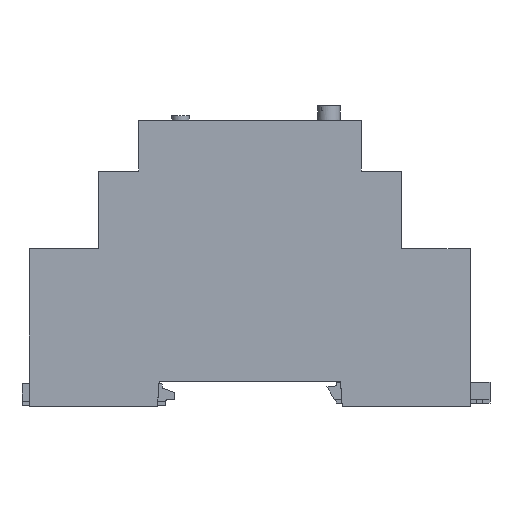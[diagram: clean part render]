
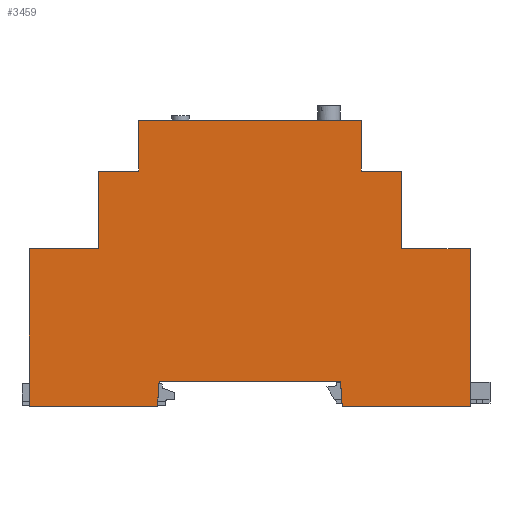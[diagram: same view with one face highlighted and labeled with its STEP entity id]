
A CAD part, left-side view. The second image highlights one B-rep face of the part: STEP entity #3459.
In plain terms, the highlighted planar face has unit normal (-1, 0, 0).
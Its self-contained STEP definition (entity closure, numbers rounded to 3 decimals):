
#3459=ADVANCED_FACE('',(#11147),#11149,.T.);
#11147=FACE_BOUND('',#11148,.T.);
#11148=EDGE_LOOP('',(#18184,#18185,#18186,#18187,#18188,#18189,#18190,#18191,#18192,
#18193,#18194,#18195,#18196,#18197,#18198,#18199));
#11149=PLANE('',#11150);
#11150=AXIS2_PLACEMENT_3D('',#11151,#11152,#11153);
#11151=CARTESIAN_POINT('',(-44.,0.,0.));
#11152=DIRECTION('',(-1.,0.,0.));
#11153=DIRECTION('',(0.,0.,-1.));
#18184=ORIENTED_EDGE('',*,*,#22893,.T.);
#18185=ORIENTED_EDGE('',*,*,#22894,.T.);
#18186=ORIENTED_EDGE('',*,*,#22895,.T.);
#18187=ORIENTED_EDGE('',*,*,#22896,.T.);
#18188=ORIENTED_EDGE('',*,*,#22897,.T.);
#18189=ORIENTED_EDGE('',*,*,#22898,.T.);
#18190=ORIENTED_EDGE('',*,*,#22899,.T.);
#18191=ORIENTED_EDGE('',*,*,#22900,.T.);
#18192=ORIENTED_EDGE('',*,*,#22901,.T.);
#18193=ORIENTED_EDGE('',*,*,#22902,.T.);
#18194=ORIENTED_EDGE('',*,*,#22903,.T.);
#18195=ORIENTED_EDGE('',*,*,#22731,.T.);
#18196=ORIENTED_EDGE('',*,*,#22892,.T.);
#18197=ORIENTED_EDGE('',*,*,#22904,.T.);
#18198=ORIENTED_EDGE('',*,*,#22905,.T.);
#18199=ORIENTED_EDGE('',*,*,#22906,.T.);
#22731=EDGE_CURVE('',#26456,#26454,#26457,.T.);
#22892=EDGE_CURVE('',#26454,#26765,#26767,.T.);
#22893=EDGE_CURVE('',#26768,#26769,#26770,.T.);
#22894=EDGE_CURVE('',#26769,#26771,#26772,.T.);
#22895=EDGE_CURVE('',#26771,#26773,#26774,.T.);
#22896=EDGE_CURVE('',#26773,#26775,#26776,.T.);
#22897=EDGE_CURVE('',#26775,#26777,#26778,.T.);
#22898=EDGE_CURVE('',#26777,#26779,#26780,.T.);
#22899=EDGE_CURVE('',#26779,#26781,#26782,.T.);
#22900=EDGE_CURVE('',#26781,#26783,#26784,.T.);
#22901=EDGE_CURVE('',#26783,#26785,#26786,.T.);
#22902=EDGE_CURVE('',#26785,#26787,#26788,.T.);
#22903=EDGE_CURVE('',#26787,#26456,#26789,.T.);
#22904=EDGE_CURVE('',#26765,#26790,#26791,.T.);
#22905=EDGE_CURVE('',#26790,#26792,#26793,.T.);
#22906=EDGE_CURVE('',#26792,#26768,#26794,.T.);
#26454=VERTEX_POINT('',#33678);
#26456=VERTEX_POINT('',#33682);
#26457=LINE('',#33683,#33684);
#26765=VERTEX_POINT('',#34420);
#26767=LINE('',#34424,#34425);
#26768=VERTEX_POINT('',#34427);
#26769=VERTEX_POINT('',#34428);
#26770=LINE('',#34429,#34430);
#26771=VERTEX_POINT('',#34432);
#26772=LINE('',#34433,#34434);
#26773=VERTEX_POINT('',#34436);
#26774=LINE('',#34437,#34438);
#26775=VERTEX_POINT('',#34440);
#26776=LINE('',#34441,#34442);
#26777=VERTEX_POINT('',#34444);
#26778=LINE('',#34445,#34446);
#26779=VERTEX_POINT('',#34448);
#26780=LINE('',#34449,#34450);
#26781=VERTEX_POINT('',#34452);
#26782=LINE('',#34453,#34454);
#26783=VERTEX_POINT('',#34456);
#26784=LINE('',#34457,#34458);
#26785=VERTEX_POINT('',#34460);
#26786=LINE('',#34461,#34462);
#26787=VERTEX_POINT('',#34464);
#26788=LINE('',#34465,#34466);
#26789=LINE('',#34468,#34469);
#26790=VERTEX_POINT('',#34471);
#26791=LINE('',#34472,#34473);
#26792=VERTEX_POINT('',#34475);
#26793=LINE('',#34476,#34477);
#26794=LINE('',#34479,#34480);
#33678=CARTESIAN_POINT('',(-44.,22.5,52.804));
#33682=CARTESIAN_POINT('',(-44.,-22.5,52.804));
#33683=CARTESIAN_POINT('',(-44.,-22.5,52.804));
#33684=VECTOR('',#33685,1.);
#33685=DIRECTION('',(0.,1.,0.));
#34420=CARTESIAN_POINT('',(-44.,22.5,42.606));
#34424=CARTESIAN_POINT('',(-44.,22.5,52.804));
#34425=VECTOR('',#34426,1.);
#34426=DIRECTION('',(0.,0.,-1.));
#34427=CARTESIAN_POINT('',(-44.,44.6,26.878));
#34428=CARTESIAN_POINT('',(-44.,44.6,-4.987));
#34429=CARTESIAN_POINT('',(-44.,44.6,26.878));
#34430=VECTOR('',#34431,1.);
#34431=DIRECTION('',(0.,0.,-1.));
#34432=CARTESIAN_POINT('',(-44.,18.7,-4.987));
#34433=CARTESIAN_POINT('',(-44.,44.6,-4.987));
#34434=VECTOR('',#34435,1.);
#34435=DIRECTION('',(0.,-1.,0.));
#34436=CARTESIAN_POINT('',(-44.,18.351,0.));
#34437=CARTESIAN_POINT('',(-44.,18.7,-4.987));
#34438=VECTOR('',#34439,1.);
#34439=DIRECTION('',(0.,-0.07,0.998));
#34440=CARTESIAN_POINT('',(-44.,-18.351,0.));
#34441=CARTESIAN_POINT('',(-44.,18.351,0.));
#34442=VECTOR('',#34443,1.);
#34443=DIRECTION('',(0.,-1.,0.));
#34444=CARTESIAN_POINT('',(-44.,-18.7,-4.987));
#34445=CARTESIAN_POINT('',(-44.,-18.351,0.));
#34446=VECTOR('',#34447,1.);
#34447=DIRECTION('',(0.,-0.07,-0.998));
#34448=CARTESIAN_POINT('',(-44.,-44.6,-4.987));
#34449=CARTESIAN_POINT('',(-44.,-18.7,-4.987));
#34450=VECTOR('',#34451,1.);
#34451=DIRECTION('',(0.,-1.,0.));
#34452=CARTESIAN_POINT('',(-44.,-44.6,26.878));
#34453=CARTESIAN_POINT('',(-44.,-44.6,-4.987));
#34454=VECTOR('',#34455,1.);
#34455=DIRECTION('',(0.,0.,1.));
#34456=CARTESIAN_POINT('',(-44.,-30.7,26.878));
#34457=CARTESIAN_POINT('',(-44.,-44.6,26.878));
#34458=VECTOR('',#34459,1.);
#34459=DIRECTION('',(0.,1.,0.));
#34460=CARTESIAN_POINT('',(-44.,-30.7,42.606));
#34461=CARTESIAN_POINT('',(-44.,-30.7,26.878));
#34462=VECTOR('',#34463,1.);
#34463=DIRECTION('',(0.,0.,1.));
#34464=CARTESIAN_POINT('',(-44.,-22.5,42.606));
#34465=CARTESIAN_POINT('',(-44.,-30.7,42.606));
#34466=VECTOR('',#34467,1.);
#34467=DIRECTION('',(0.,1.,0.));
#34468=CARTESIAN_POINT('',(-44.,-22.5,42.606));
#34469=VECTOR('',#34470,1.);
#34470=DIRECTION('',(0.,0.,1.));
#34471=CARTESIAN_POINT('',(-44.,30.7,42.606));
#34472=CARTESIAN_POINT('',(-44.,22.5,42.606));
#34473=VECTOR('',#34474,1.);
#34474=DIRECTION('',(0.,1.,0.));
#34475=CARTESIAN_POINT('',(-44.,30.7,26.878));
#34476=CARTESIAN_POINT('',(-44.,30.7,42.606));
#34477=VECTOR('',#34478,1.);
#34478=DIRECTION('',(0.,0.,-1.));
#34479=CARTESIAN_POINT('',(-44.,30.7,26.878));
#34480=VECTOR('',#34481,1.);
#34481=DIRECTION('',(0.,1.,0.));
